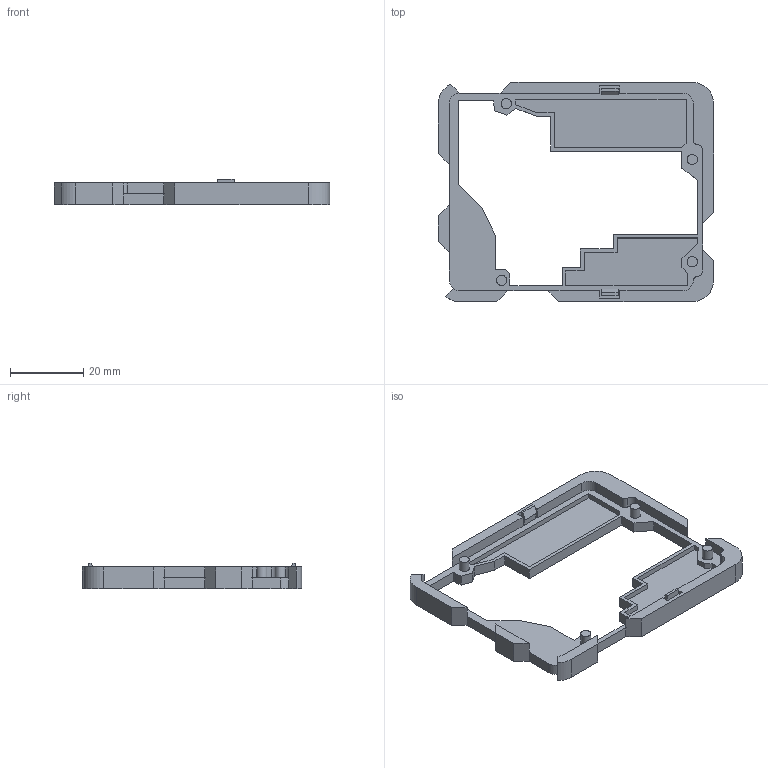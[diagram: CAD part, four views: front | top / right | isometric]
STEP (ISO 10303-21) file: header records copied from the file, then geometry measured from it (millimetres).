
FILE_DESCRIPTION(('FreeCAD Model'),'2;1');
FILE_NAME('Alhambra_II_support_Without_text.step', '2018-09-01T10:00:18',('Author'),(''), 'Open CASCADE STEP processor 6.8','FreeCAD','Unknown');
FILE_SCHEMA(('AUTOMOTIVE_DESIGN { 1 0 10303 214 1 1 1 1 }'));
Length unit declared in the file: millimetre
Products named in the file (1): Final_Without_text
Bounding box: 75.2 x 59.94 x 7 mm (x, y, z)
Volume: 7473.6 mm3; surface area: 7843.8 mm2
Topology: 1 solids, 1 shells, 130 faces, 350 edges, 230 vertices
Faces by surface type: plane 113, cylinder 17
Full cylindrical faces by diameter (mm): 2.8 x4
Entity records: 8504 total; most frequent: CARTESIAN_POINT 1544, DIRECTION 1243, LINE 885, VECTOR 885, ORIENTED_EDGE 700, PCURVE 700, DEFINITIONAL_REPRESENTATION 700, EDGE_CURVE 350
